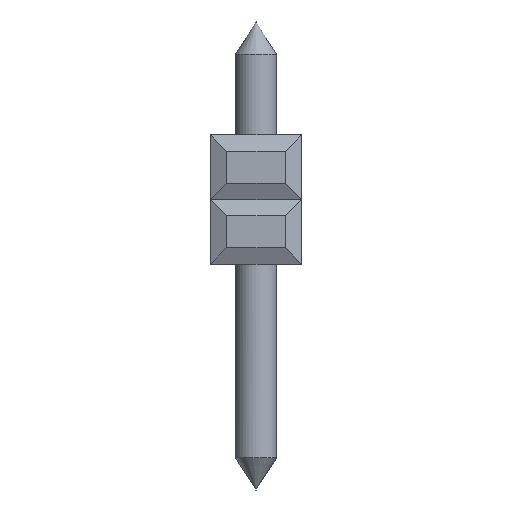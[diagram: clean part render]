
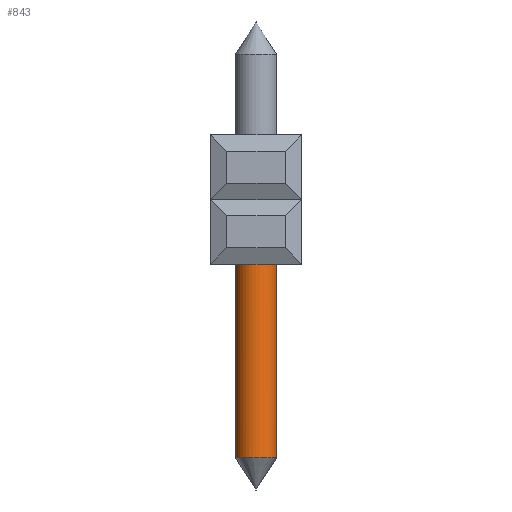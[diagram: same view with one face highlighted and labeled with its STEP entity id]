
A CAD part, left-side view. The second image highlights one B-rep face of the part: STEP entity #843.
In plain terms, the highlighted cylindrical face has radius 0.65 mm (diameter 1.3 mm), a full revolution.
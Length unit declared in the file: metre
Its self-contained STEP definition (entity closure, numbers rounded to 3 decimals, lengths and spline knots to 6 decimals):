
#843=ADVANCED_FACE('',(#2015,#2016),#2017,.T.);
#2015=FACE_OUTER_BOUND('',#3548,.T.);
#2016=FACE_OUTER_BOUND('',#3549,.T.);
#2017=CYLINDRICAL_SURFACE('',#3550,0.00065);
#3548=EDGE_LOOP('',(#6127));
#3549=EDGE_LOOP('',(#6128));
#3550=AXIS2_PLACEMENT_3D('',#6129,#6130,#6131);
#6127=ORIENTED_EDGE('',*,*,#9477,.F.);
#6128=ORIENTED_EDGE('',*,*,#9478,.F.);
#6129=CARTESIAN_POINT('',(0.04565,-0.03326,0.0005));
#6130=DIRECTION('',(0.0,0.,-1.0));
#6131=DIRECTION('',(-1.0,0.0,0.0));
#9477=EDGE_CURVE('',#11580,#11580,#11581,.T.);
#9478=EDGE_CURVE('',#11582,#11582,#11583,.T.);
#11580=VERTEX_POINT('',#14486);
#11581=CIRCLE('',#14487,0.00065);
#11582=VERTEX_POINT('',#14488);
#11583=CIRCLE('',#14489,0.00065);
#14486=CARTESIAN_POINT('',(0.04565,-0.03391,-0.0038));
#14487=AXIS2_PLACEMENT_3D('',#16347,#16348,#16349);
#14488=CARTESIAN_POINT('',(0.04604,-0.03274,-0.01));
#14489=AXIS2_PLACEMENT_3D('',#16350,#16351,#16352);
#16347=CARTESIAN_POINT('',(0.04565,-0.03326,-0.0038));
#16348=DIRECTION('',(0.0,0.,1.0));
#16349=DIRECTION('',(0.0,-1.0,0.));
#16350=CARTESIAN_POINT('',(0.04565,-0.03326,-0.01));
#16351=DIRECTION('',(0.,0.,-1.0));
#16352=DIRECTION('',(0.6,0.8,0.));
